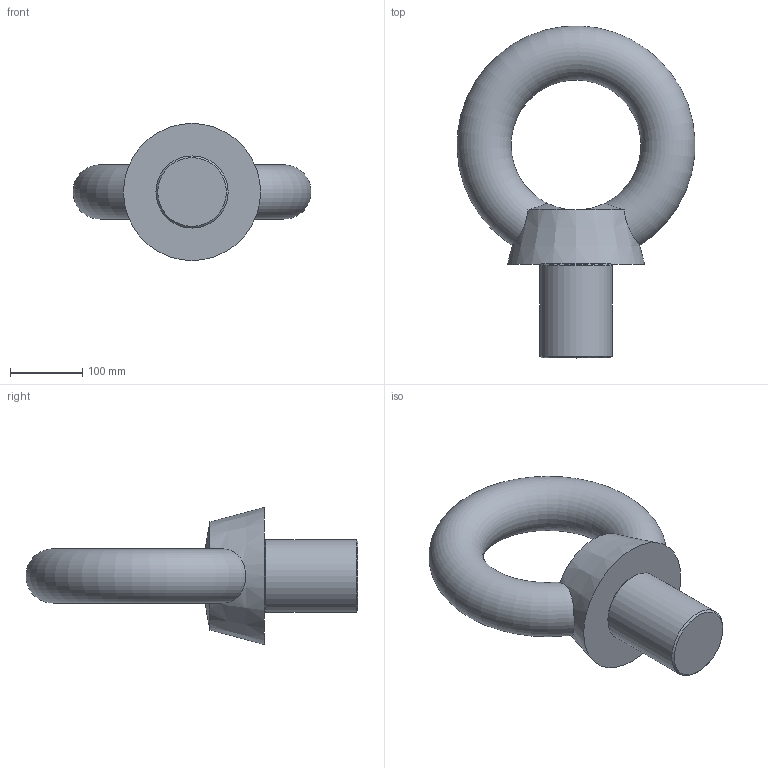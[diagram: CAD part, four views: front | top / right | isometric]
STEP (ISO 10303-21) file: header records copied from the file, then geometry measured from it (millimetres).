
FILE_DESCRIPTION( ( 'STEP AP203' ), ' ' );
FILE_NAME( 'GOLFM100x4.stp', '2016-03-09T09:27:02', ( '' ), ( '' ), ' ', 'PARTsolutions', ' ' );
FILE_SCHEMA( ( 'CONFIG_CONTROL_DESIGN' ) );
Length unit declared in the file: millimetre
Products named in the file (1): _GOLFM100x4
Bounding box: 329.59 x 459.87 x 190 mm (x, y, z)
Volume: 5631781.3 mm3; surface area: 274276.6 mm2
Topology: 1 solids, 1 shells, 12 faces, 24 edges, 13 vertices
Faces by surface type: cone 7, cylinder 2, plane 2, torus 1
Full cylindrical faces by diameter (mm): 100 x1
Entity records: 746 total; most frequent: CARTESIAN_POINT 480, DIRECTION 44, ORIENTED_EDGE 38, AXIS2_PLACEMENT_3D 22, EDGE_CURVE 19, EDGE_LOOP 18, FACE_OUTER_BOUND 14, VERTEX_POINT 14
